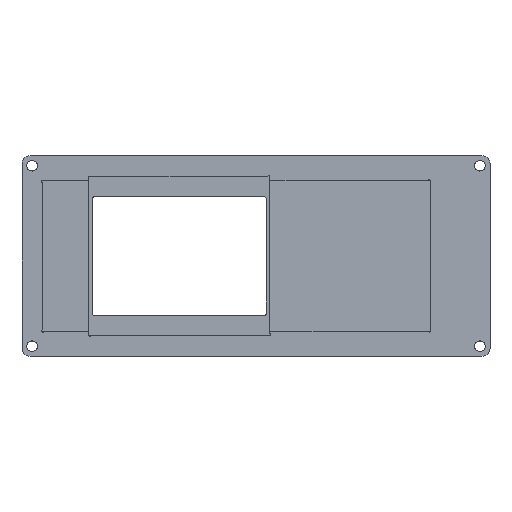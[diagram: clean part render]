
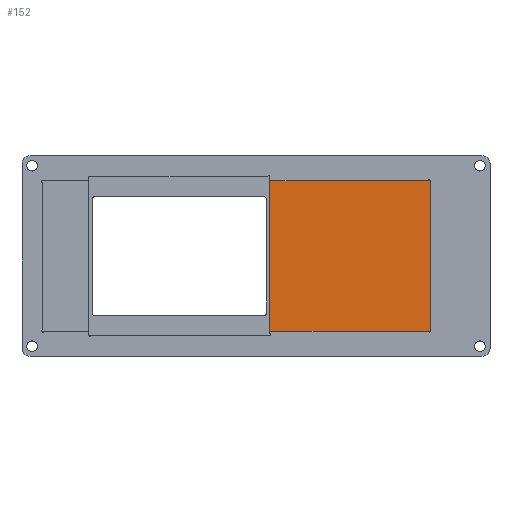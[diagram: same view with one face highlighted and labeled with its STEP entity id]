
A CAD part, top view. The second image highlights one B-rep face of the part: STEP entity #152.
In plain terms, the highlighted planar face has unit normal (0, 0, 1).
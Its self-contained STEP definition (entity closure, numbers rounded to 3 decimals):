
#152=ADVANCED_FACE('',(#317),#318,.T.);
#317=FACE_OUTER_BOUND('',#489,.T.);
#318=PLANE('',#490);
#489=EDGE_LOOP('',(#856,#857,#858,#859,#860,#861,#862,#863));
#490=AXIS2_PLACEMENT_3D('',#864,#865,#866);
#856=ORIENTED_EDGE('',*,*,#1162,.T.);
#857=ORIENTED_EDGE('',*,*,#1010,.T.);
#858=ORIENTED_EDGE('',*,*,#1040,.T.);
#859=ORIENTED_EDGE('',*,*,#1003,.T.);
#860=ORIENTED_EDGE('',*,*,#1027,.T.);
#861=ORIENTED_EDGE('',*,*,#1146,.T.);
#862=ORIENTED_EDGE('',*,*,#1164,.T.);
#863=ORIENTED_EDGE('',*,*,#1049,.T.);
#864=CARTESIAN_POINT('',(0.0,0.0,7.55));
#865=DIRECTION('',(0.0,0.0,1.0));
#866=DIRECTION('',(1.0,0.0,0.0));
#1003=EDGE_CURVE('',#1190,#1191,#1192,.T.);
#1010=EDGE_CURVE('',#1204,#1202,#1205,.T.);
#1027=EDGE_CURVE('',#1191,#1232,#1233,.T.);
#1040=EDGE_CURVE('',#1202,#1190,#1253,.T.);
#1049=EDGE_CURVE('',#1267,#1265,#1268,.F.);
#1146=EDGE_CURVE('',#1232,#1424,#1425,.F.);
#1162=EDGE_CURVE('',#1265,#1204,#1443,.T.);
#1164=EDGE_CURVE('',#1424,#1267,#1445,.T.);
#1190=VERTEX_POINT('',#1471);
#1191=VERTEX_POINT('',#1472);
#1192=CIRCLE('',#1473,1.0);
#1202=VERTEX_POINT('',#1485);
#1204=VERTEX_POINT('',#1488);
#1205=CIRCLE('',#1489,1.0);
#1232=VERTEX_POINT('',#1526);
#1233=LINE('',#1527,#1528);
#1253=LINE('',#1557,#1558);
#1265=VERTEX_POINT('',#1574);
#1267=VERTEX_POINT('',#1577);
#1268=CIRCLE('',#1578,1.0);
#1424=VERTEX_POINT('',#1773);
#1425=CIRCLE('',#1774,1.0);
#1443=LINE('',#1795,#1796);
#1445=LINE('',#1798,#1799);
#1471=CARTESIAN_POINT('',(305.2,-19.943,7.55));
#1472=CARTESIAN_POINT('',(303.807,-18.55,7.55));
#1473=AXIS2_PLACEMENT_3D('',#1838,#1839,#1840);
#1485=CARTESIAN_POINT('',(305.2,-130.161,7.55));
#1488=CARTESIAN_POINT('',(303.682,-131.45,7.55));
#1489=AXIS2_PLACEMENT_3D('',#1850,#1851,#1852);
#1526=CARTESIAN_POINT('',(186.2,-18.55,7.55));
#1527=CARTESIAN_POINT('',(160.1,-18.55,7.55));
#1528=VECTOR('',#1869,1.0);
#1557=CARTESIAN_POINT('',(305.2,-75.0,7.55));
#1558=VECTOR('',#1879,1.0);
#1574=CARTESIAN_POINT('',(186.2,-131.45,7.55));
#1577=CARTESIAN_POINT('',(185.2,-132.45,7.55));
#1578=AXIS2_PLACEMENT_3D('',#1888,#1889,#1890);
#1773=CARTESIAN_POINT('',(185.2,-17.55,7.55));
#1774=AXIS2_PLACEMENT_3D('',#2035,#2036,#2037);
#1795=CARTESIAN_POINT('',(160.1,-131.45,7.55));
#1796=VECTOR('',#2059,1.0);
#1798=CARTESIAN_POINT('',(185.2,-75.0,7.55));
#1799=VECTOR('',#2060,1.0);
#1838=CARTESIAN_POINT('',(304.625,-19.125,7.55));
#1839=DIRECTION('',(0.0,0.0,1.0));
#1840=DIRECTION('',(1.0,0.0,0.0));
#1850=CARTESIAN_POINT('',(304.5,-130.875,7.55));
#1851=DIRECTION('',(0.0,0.0,1.0));
#1852=DIRECTION('',(1.0,0.0,0.0));
#1869=DIRECTION('',(-1.0,0.,0.0));
#1879=DIRECTION('',(0.,1.0,0.0));
#1888=CARTESIAN_POINT('',(186.2,-132.45,7.55));
#1889=DIRECTION('',(0.0,0.0,1.0));
#1890=DIRECTION('',(1.0,0.0,0.0));
#2035=CARTESIAN_POINT('',(186.2,-17.55,7.55));
#2036=DIRECTION('',(0.0,0.0,1.0));
#2037=DIRECTION('',(1.0,0.0,0.0));
#2059=DIRECTION('',(1.0,0.,0.0));
#2060=DIRECTION('',(0.,-1.0,0.0));
